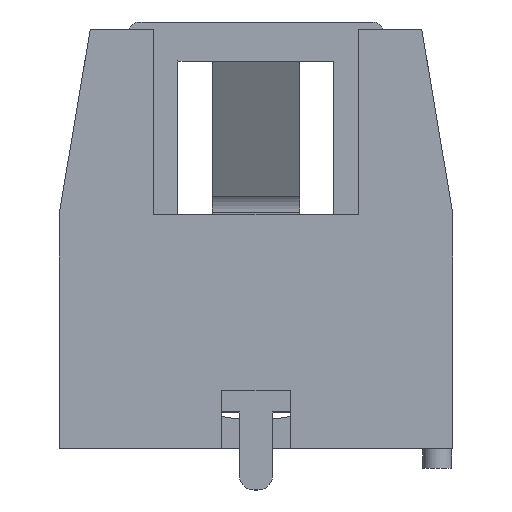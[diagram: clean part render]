
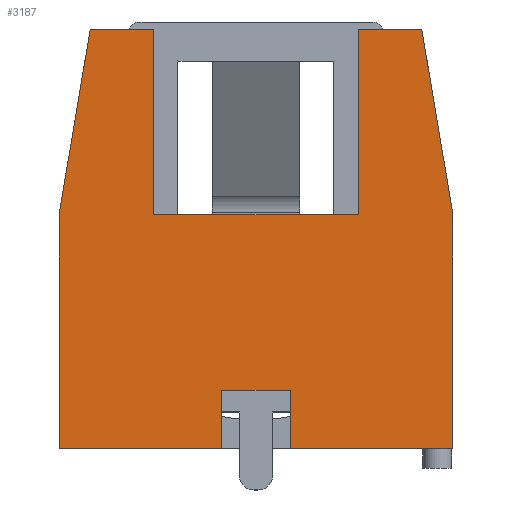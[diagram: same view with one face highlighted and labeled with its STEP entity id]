
A CAD part, front view. The second image highlights one B-rep face of the part: STEP entity #3187.
In plain terms, the highlighted planar face has unit normal (0, -1, 0).
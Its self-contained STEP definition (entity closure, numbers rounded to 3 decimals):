
#183=PLANE('',#3430);
#340=FACE_OUTER_BOUND('',#503,.T.);
#503=EDGE_LOOP('',(#2917,#2918,#2919,#2920,#2921,#2922,#2923,#2924,#2925,
#2926,#2927,#2928,#2929,#2930));
#811=LINE('',#5158,#1198);
#818=LINE('',#5169,#1205);
#826=LINE('',#5184,#1213);
#861=LINE('',#5248,#1248);
#865=LINE('',#5256,#1252);
#871=LINE('',#5268,#1258);
#874=LINE('',#5275,#1261);
#880=LINE('',#5286,#1267);
#884=LINE('',#5296,#1271);
#887=LINE('',#5301,#1274);
#888=LINE('',#5306,#1275);
#889=LINE('',#5307,#1276);
#890=LINE('',#5309,#1277);
#891=LINE('',#5310,#1278);
#1198=VECTOR('',#4079,10.);
#1205=VECTOR('',#4088,10.);
#1213=VECTOR('',#4100,10.);
#1248=VECTOR('',#4167,10.);
#1252=VECTOR('',#4175,10.);
#1258=VECTOR('',#4189,10.);
#1261=VECTOR('',#4196,10.);
#1267=VECTOR('',#4210,10.);
#1271=VECTOR('',#4220,10.);
#1274=VECTOR('',#4225,10.);
#1275=VECTOR('',#4232,10.);
#1276=VECTOR('',#4233,10.);
#1277=VECTOR('',#4234,10.);
#1278=VECTOR('',#4235,10.);
#1604=VERTEX_POINT('',#5155);
#1605=VERTEX_POINT('',#5157);
#1608=VERTEX_POINT('',#5167);
#1612=VERTEX_POINT('',#5181);
#1613=VERTEX_POINT('',#5183);
#1626=VERTEX_POINT('',#5246);
#1628=VERTEX_POINT('',#5254);
#1630=VERTEX_POINT('',#5266);
#1632=VERTEX_POINT('',#5274);
#1635=VERTEX_POINT('',#5293);
#1636=VERTEX_POINT('',#5295);
#1637=VERTEX_POINT('',#5299);
#1638=VERTEX_POINT('',#5305);
#1639=VERTEX_POINT('',#5308);
#2008=EDGE_CURVE('',#1605,#1604,#811,.T.);
#2015=EDGE_CURVE('',#1604,#1608,#818,.T.);
#2023=EDGE_CURVE('',#1613,#1612,#826,.T.);
#2058=EDGE_CURVE('',#1626,#1608,#861,.T.);
#2062=EDGE_CURVE('',#1626,#1628,#865,.T.);
#2068=EDGE_CURVE('',#1628,#1630,#871,.T.);
#2071=EDGE_CURVE('',#1613,#1632,#874,.T.);
#2077=EDGE_CURVE('',#1630,#1632,#880,.T.);
#2081=EDGE_CURVE('',#1636,#1635,#884,.T.);
#2084=EDGE_CURVE('',#1635,#1637,#887,.T.);
#2085=EDGE_CURVE('',#1638,#1612,#888,.T.);
#2086=EDGE_CURVE('',#1638,#1636,#889,.T.);
#2087=EDGE_CURVE('',#1637,#1639,#890,.T.);
#2088=EDGE_CURVE('',#1639,#1605,#891,.T.);
#2917=ORIENTED_EDGE('',*,*,#2062,.T.);
#2918=ORIENTED_EDGE('',*,*,#2068,.T.);
#2919=ORIENTED_EDGE('',*,*,#2077,.T.);
#2920=ORIENTED_EDGE('',*,*,#2071,.F.);
#2921=ORIENTED_EDGE('',*,*,#2023,.T.);
#2922=ORIENTED_EDGE('',*,*,#2085,.F.);
#2923=ORIENTED_EDGE('',*,*,#2086,.T.);
#2924=ORIENTED_EDGE('',*,*,#2081,.T.);
#2925=ORIENTED_EDGE('',*,*,#2084,.T.);
#2926=ORIENTED_EDGE('',*,*,#2087,.T.);
#2927=ORIENTED_EDGE('',*,*,#2088,.T.);
#2928=ORIENTED_EDGE('',*,*,#2008,.T.);
#2929=ORIENTED_EDGE('',*,*,#2015,.T.);
#2930=ORIENTED_EDGE('',*,*,#2058,.F.);
#3187=ADVANCED_FACE('',(#340),#183,.T.);
#3430=AXIS2_PLACEMENT_3D('',#5304,#4230,#4231);
#4079=DIRECTION('',(0.,0.,1.));
#4088=DIRECTION('',(-0.166,0.,0.986));
#4100=DIRECTION('',(-0.166,0.,-0.986));
#4167=DIRECTION('',(1.,0.,0.));
#4175=DIRECTION('',(0.,0.,-1.));
#4189=DIRECTION('',(-1.,0.,0.));
#4196=DIRECTION('',(1.,0.,0.));
#4210=DIRECTION('',(0.,0.,1.));
#4220=DIRECTION('',(0.,0.,1.));
#4225=DIRECTION('',(1.,0.,0.));
#4230=DIRECTION('center_axis',(0.,-1.,0.));
#4231=DIRECTION('ref_axis',(1.,0.,0.));
#4232=DIRECTION('',(0.,0.,1.));
#4233=DIRECTION('',(1.,0.,0.));
#4234=DIRECTION('',(0.,0.,-1.));
#4235=DIRECTION('',(1.,0.,0.));
#5155=CARTESIAN_POINT('',(20.2,0.,12.));
#5157=CARTESIAN_POINT('',(20.2,0.,0.));
#5158=CARTESIAN_POINT('',(20.2,0.,0.));
#5167=CARTESIAN_POINT('',(18.6,0.,21.5));
#5169=CARTESIAN_POINT('',(20.904,0.,7.82));
#5181=CARTESIAN_POINT('',(0.,0.,12.));
#5183=CARTESIAN_POINT('',(1.6,0.,21.5));
#5184=CARTESIAN_POINT('',(-0.183,0.,10.915));
#5246=CARTESIAN_POINT('',(15.35,0.,21.5));
#5248=CARTESIAN_POINT('',(0.,0.,21.5));
#5254=CARTESIAN_POINT('',(15.35,0.,12.));
#5256=CARTESIAN_POINT('',(15.35,0.,10.75));
#5266=CARTESIAN_POINT('',(4.85,0.,12.));
#5268=CARTESIAN_POINT('',(7.675,0.,12.));
#5274=CARTESIAN_POINT('',(4.85,0.,21.5));
#5275=CARTESIAN_POINT('',(0.,0.,21.5));
#5286=CARTESIAN_POINT('',(4.85,0.,6.));
#5293=CARTESIAN_POINT('',(8.35,0.,3.));
#5295=CARTESIAN_POINT('',(8.35,0.,0.));
#5296=CARTESIAN_POINT('',(8.35,0.,0.));
#5299=CARTESIAN_POINT('',(11.85,0.,3.));
#5301=CARTESIAN_POINT('',(5.05,0.,3.));
#5304=CARTESIAN_POINT('Origin',(0.,0.,0.));
#5305=CARTESIAN_POINT('',(0.,0.,0.));
#5306=CARTESIAN_POINT('',(0.,0.,0.));
#5307=CARTESIAN_POINT('',(0.,0.,0.));
#5308=CARTESIAN_POINT('',(11.85,0.,0.));
#5309=CARTESIAN_POINT('',(11.85,0.,0.));
#5310=CARTESIAN_POINT('',(0.,0.,0.));
